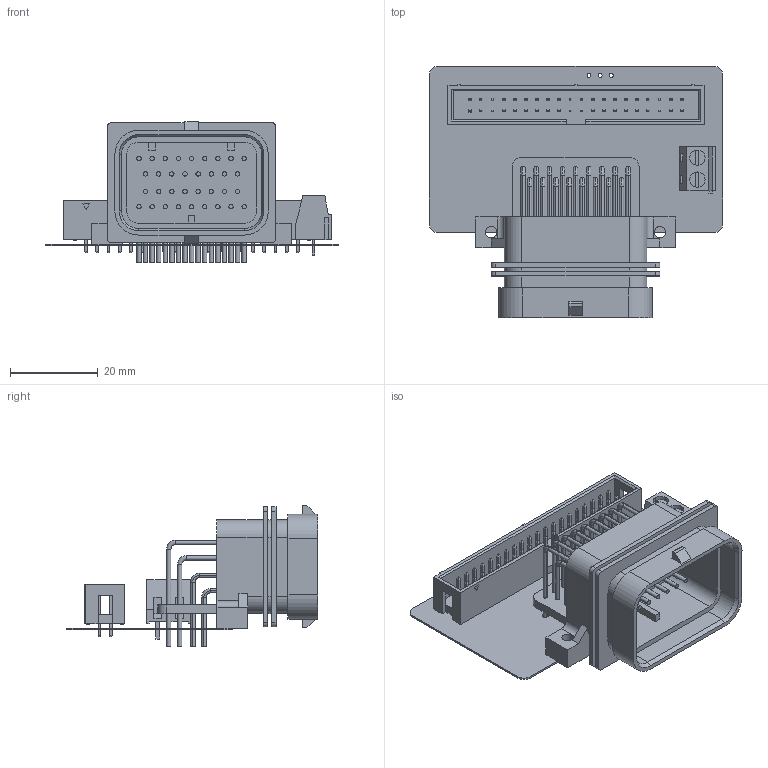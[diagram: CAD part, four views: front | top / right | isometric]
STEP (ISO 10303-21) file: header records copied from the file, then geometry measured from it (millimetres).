
FILE_DESCRIPTION(('Open CASCADE Model'),'2;1');
FILE_NAME('Open CASCADE Shape Model','2020-11-30T23:08:44',('Author'),( 'Open CASCADE'),'Open CASCADE STEP processor 6.8','Open CASCADE 6.8' ,'Unknown');
FILE_SCHEMA(('AUTOMOTIVE_DESIGN { 1 0 10303 214 1 1 1 1 }'));
Length unit declared in the file: millimetre
Products named in the file (8): PCB; Board; *; c-282836-2-h-3d; c-3-6437285-0-c-3d; 3020-40-0100-00
Assembly tree (7 placements, depth 3):
  PCB
    Board
    *
      c-282836-2-h-3d
    *
      c-3-6437285-0-c-3d
    *
      3020-40-0100-00
Bounding box: 67 x 57.4 x 32.15 mm (x, y, z)
Volume: 10071.8 mm3; surface area: 21675.9 mm2
Topology: 3 solids, 626 shells, 1332 faces, 4300 edges, 3680 vertices
Faces by surface type: plane 847, cylinder 413, torus 68, cone 4
Full cylindrical faces by diameter (mm): 0.9 x3, 1.1 x2, 1.2 x40, 1.4 x36
Entity records: 48606 total; most frequent: CARTESIAN_POINT 9418, DIRECTION 7870, ORIENTED_EDGE 6016, EDGE_CURVE 4300, VERTEX_POINT 3680, LINE 3378, VECTOR 3378, AXIS2_PLACEMENT_3D 2246
